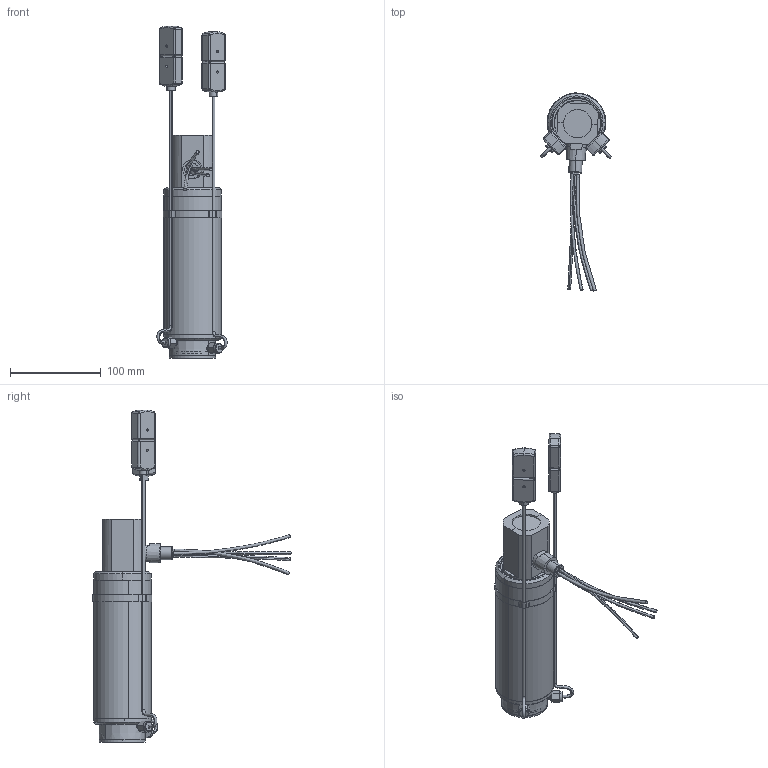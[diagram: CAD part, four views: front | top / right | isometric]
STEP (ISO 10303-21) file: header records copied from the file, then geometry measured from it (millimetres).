
FILE_DESCRIPTION (( 'STEP AP203' ), '1' );
FILE_NAME ('CT200-1CER-1F-NF-TF2 AUG2017 203.STEP', '2017-08-31T18:38:23', ( '' ), ( '' ), 'SwSTEP 2.0', 'SolidWorks 2017', '' );
FILE_SCHEMA (( 'CONFIG_CONTROL_DESIGN' ));
Length unit declared in the file: inch
Products named in the file (1): CT200-1CER-1F-NF-TF2 AUG2017 203
Bounding box: 77.48 x 218.58 x 366.2 mm (x, y, z)
Volume: 235535.9 mm3; surface area: 151187.2 mm2
Topology: 29 solids, 29 shells, 534 faces, 1231 edges, 747 vertices
Faces by surface type: cylinder 246, plane 152, bspline 70, cone 58, torus 8
Entity records: 18694 total; most frequent: CARTESIAN_POINT 6544, DIRECTION 2701, ORIENTED_EDGE 2398, EDGE_CURVE 1199, AXIS2_PLACEMENT_3D 1130, VERTEX_POINT 747, CIRCLE 665, EDGE_LOOP 606
